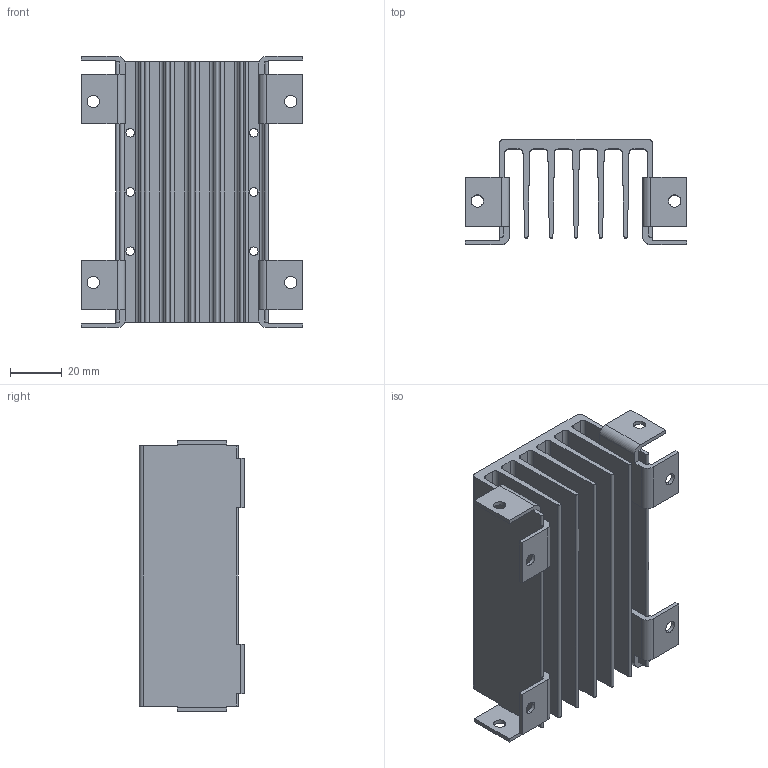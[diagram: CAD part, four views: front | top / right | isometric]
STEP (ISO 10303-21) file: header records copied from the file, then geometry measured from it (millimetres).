
FILE_DESCRIPTION (( 'STEP AP214' ), '1' );
FILE_NAME ('107506.STEP', '2011-07-09T19:43:24', ( 'LALo' ), ( 'Edi Foundation' ), 'SwSTEP 2.0', 'SolidWorks 2011', '' );
FILE_SCHEMA (( 'AUTOMOTIVE_DESIGN' ));
Length unit declared in the file: inch
Products named in the file (1): 107506
Bounding box: 85.34 x 40.64 x 104.65 mm (x, y, z)
Volume: 77058.1 mm3; surface area: 65978.6 mm2
Topology: 1 solids, 1 shells, 136 faces, 402 edges, 268 vertices
Faces by surface type: plane 75, cylinder 61
Entity records: 4664 total; most frequent: CARTESIAN_POINT 807, ORIENTED_EDGE 804, DIRECTION 798, EDGE_CURVE 402, VECTOR 280, LINE 280, VERTEX_POINT 268, AXIS2_PLACEMENT_3D 259
